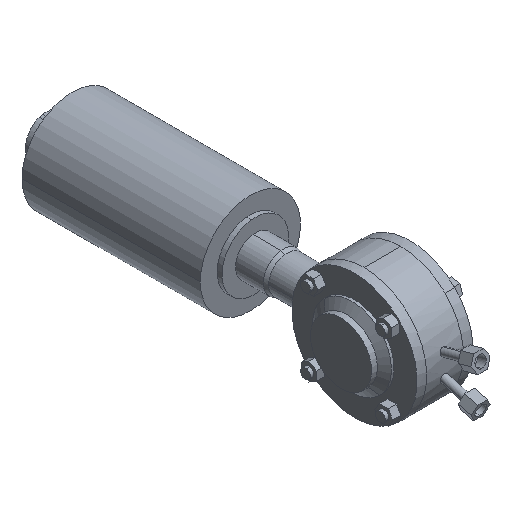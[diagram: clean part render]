
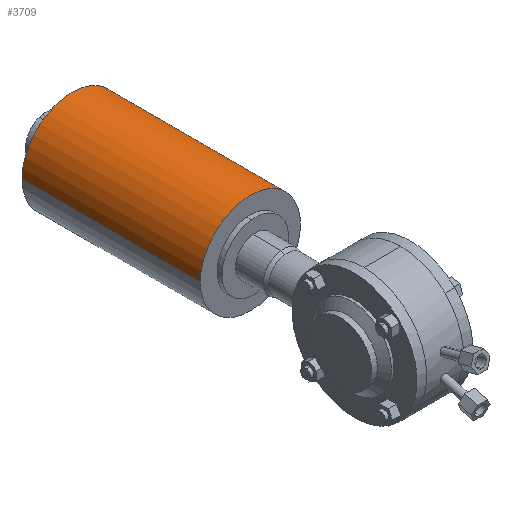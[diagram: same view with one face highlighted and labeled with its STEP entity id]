
A CAD part, isometric view. The second image highlights one B-rep face of the part: STEP entity #3709.
In plain terms, the highlighted cylindrical face has radius 52 mm (diameter 104 mm), a partial arc.
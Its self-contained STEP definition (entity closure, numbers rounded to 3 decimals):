
#140 = ORIENTED_EDGE ( 'NONE', *, *, #4520, .T. ) ;
#761 = EDGE_CURVE ( 'NONE', #3225, #13801, #1468, .T. ) ;
#1127 = VERTEX_POINT ( 'NONE', #19514 ) ;
#1468 = LINE ( 'NONE', #12826, #7750 ) ;
#3225 = VERTEX_POINT ( 'NONE', #7630 ) ;
#3709 = ADVANCED_FACE ( 'NONE', ( #17649 ), #16896, .T. ) ;
#4520 = EDGE_CURVE ( 'NONE', #6357, #13801, #10127, .T. ) ;
#4997 = AXIS2_PLACEMENT_3D ( 'NONE', #15322, #15425, #15465 ) ;
#5782 = VECTOR ( 'NONE', #16697, 1000. ) ;
#6357 = VERTEX_POINT ( 'NONE', #17559 ) ;
#7542 = CARTESIAN_POINT ( 'NONE',  ( 0., 137., 0. ) ) ;
#7630 = CARTESIAN_POINT ( 'NONE',  ( -52., 137., 0. ) ) ;
#7750 = VECTOR ( 'NONE', #13350, 1000. ) ;
#8478 = ORIENTED_EDGE ( 'NONE', *, *, #761, .F. ) ;
#9064 = CIRCLE ( 'NONE', #12381, 52. ) ;
#10127 = CIRCLE ( 'NONE', #4997, 52. ) ;
#11755 = ORIENTED_EDGE ( 'NONE', *, *, #12903, .T. ) ;
#12381 = AXIS2_PLACEMENT_3D ( 'NONE', #7542, #15275, #13703 ) ;
#12826 = CARTESIAN_POINT ( 'NONE',  ( -52., 148.927, 0. ) ) ;
#12903 = EDGE_CURVE ( 'NONE', #3225, #1127, #9064, .T. ) ;
#13350 = DIRECTION ( 'NONE',  ( 0., 1., 0. ) ) ;
#13703 = DIRECTION ( 'NONE',  ( 1., 0., 0. ) ) ;
#13801 = VERTEX_POINT ( 'NONE', #19652 ) ;
#15275 = DIRECTION ( 'NONE',  ( 0., 1., 0. ) ) ;
#15322 = CARTESIAN_POINT ( 'NONE',  ( 0., 322., 0. ) ) ;
#15425 = DIRECTION ( 'NONE',  ( 0., -1., 0. ) ) ;
#15465 = DIRECTION ( 'NONE',  ( -1., 0., 0. ) ) ;
#15745 = EDGE_CURVE ( 'NONE', #1127, #6357, #17250, .T. ) ;
#15901 = DIRECTION ( 'NONE',  ( 1., 0., 0. ) ) ;
#16031 = CARTESIAN_POINT ( 'NONE',  ( 0., 148.927, 0. ) ) ;
#16697 = DIRECTION ( 'NONE',  ( 0., 1., 0. ) ) ;
#16896 = CYLINDRICAL_SURFACE ( 'NONE', #17788, 52. ) ;
#17048 = DIRECTION ( 'NONE',  ( 0., 1., 0. ) ) ;
#17250 = LINE ( 'NONE', #18370, #5782 ) ;
#17559 = CARTESIAN_POINT ( 'NONE',  ( 52., 322., 0. ) ) ;
#17649 = FACE_OUTER_BOUND ( 'NONE', #19495, .T. ) ;
#17788 = AXIS2_PLACEMENT_3D ( 'NONE', #16031, #17048, #15901 ) ;
#18370 = CARTESIAN_POINT ( 'NONE',  ( 52., 148.927, 0. ) ) ;
#19238 = ORIENTED_EDGE ( 'NONE', *, *, #15745, .T. ) ;
#19495 = EDGE_LOOP ( 'NONE', ( #8478, #11755, #19238, #140 ) ) ;
#19514 = CARTESIAN_POINT ( 'NONE',  ( 52., 137., 0. ) ) ;
#19652 = CARTESIAN_POINT ( 'NONE',  ( -52., 322., 0. ) ) ;
